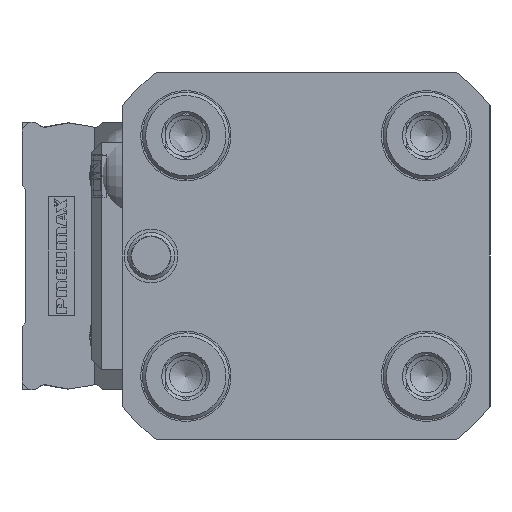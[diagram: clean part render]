
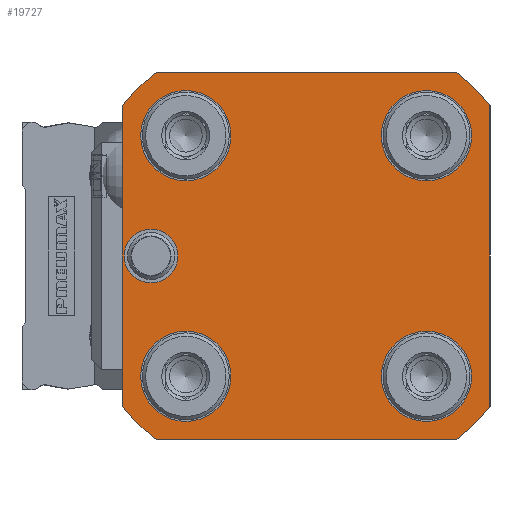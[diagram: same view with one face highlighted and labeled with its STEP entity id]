
A CAD part, left-side view. The second image highlights one B-rep face of the part: STEP entity #19727.
In plain terms, the highlighted face is planar.
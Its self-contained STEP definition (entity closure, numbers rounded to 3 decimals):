
#689=CIRCLE('',#20824,35.5);
#692=CIRCLE('',#20829,35.5);
#694=CIRCLE('',#20833,35.5);
#696=CIRCLE('',#20837,35.5);
#697=CIRCLE('',#20840,6.75);
#698=CIRCLE('',#20841,6.75);
#699=CIRCLE('',#20842,6.75);
#700=CIRCLE('',#20843,4.);
#701=CIRCLE('',#20844,6.75);
#3847=ORIENTED_EDGE('',*,*,#6211,.F.);
#3848=ORIENTED_EDGE('',*,*,#6212,.F.);
#3849=ORIENTED_EDGE('',*,*,#6213,.F.);
#3850=ORIENTED_EDGE('',*,*,#6214,.F.);
#3851=ORIENTED_EDGE('',*,*,#6215,.F.);
#3852=ORIENTED_EDGE('',*,*,#6184,.F.);
#3853=ORIENTED_EDGE('',*,*,#6209,.F.);
#3854=ORIENTED_EDGE('',*,*,#6203,.F.);
#3855=ORIENTED_EDGE('',*,*,#6200,.F.);
#3856=ORIENTED_EDGE('',*,*,#6197,.F.);
#3857=ORIENTED_EDGE('',*,*,#6194,.F.);
#3858=ORIENTED_EDGE('',*,*,#6191,.F.);
#3859=ORIENTED_EDGE('',*,*,#6188,.F.);
#6184=EDGE_CURVE('',#7659,#7660,#689,.T.);
#6188=EDGE_CURVE('',#7660,#7662,#9127,.T.);
#6191=EDGE_CURVE('',#7662,#7664,#692,.T.);
#6194=EDGE_CURVE('',#7664,#7666,#9131,.T.);
#6197=EDGE_CURVE('',#7666,#7668,#694,.T.);
#6200=EDGE_CURVE('',#7668,#7670,#9135,.T.);
#6203=EDGE_CURVE('',#7670,#7672,#696,.T.);
#6209=EDGE_CURVE('',#7672,#7659,#9142,.T.);
#6211=EDGE_CURVE('',#7677,#7677,#697,.T.);
#6212=EDGE_CURVE('',#7678,#7678,#698,.T.);
#6213=EDGE_CURVE('',#7679,#7679,#699,.T.);
#6214=EDGE_CURVE('',#7680,#7680,#700,.T.);
#6215=EDGE_CURVE('',#7681,#7681,#701,.T.);
#7659=VERTEX_POINT('',#28381);
#7660=VERTEX_POINT('',#28383);
#7662=VERTEX_POINT('',#28390);
#7664=VERTEX_POINT('',#28396);
#7666=VERTEX_POINT('',#28402);
#7668=VERTEX_POINT('',#28408);
#7670=VERTEX_POINT('',#28414);
#7672=VERTEX_POINT('',#28420);
#7677=VERTEX_POINT('',#28435);
#7678=VERTEX_POINT('',#28437);
#7679=VERTEX_POINT('',#28439);
#7680=VERTEX_POINT('',#28441);
#7681=VERTEX_POINT('',#28443);
#9127=LINE('',#28389,#10509);
#9131=LINE('',#28401,#10513);
#9135=LINE('',#28413,#10517);
#9142=LINE('',#28431,#10524);
#10509=VECTOR('',#24086,1000.);
#10513=VECTOR('',#24098,1000.);
#10517=VECTOR('',#24110,1000.);
#10524=VECTOR('',#24125,1000.);
#11480=EDGE_LOOP('',(#3847));
#11481=EDGE_LOOP('',(#3848));
#11482=EDGE_LOOP('',(#3849));
#11483=EDGE_LOOP('',(#3850));
#11484=EDGE_LOOP('',(#3851));
#11485=EDGE_LOOP('',(#3852,#3853,#3854,#3855,#3856,#3857,#3858,#3859));
#12519=FACE_BOUND('',#11480,.T.);
#12520=FACE_BOUND('',#11481,.T.);
#12521=FACE_BOUND('',#11482,.T.);
#12522=FACE_BOUND('',#11483,.T.);
#12523=FACE_BOUND('',#11484,.T.);
#12524=FACE_BOUND('',#11485,.T.);
#13274=PLANE('',#20839);
#19727=ADVANCED_FACE('',(#12519,#12520,#12521,#12522,#12523,#12524),#13274,
 .F.);
#20824=AXIS2_PLACEMENT_3D('',#28382,#24078,#24079);
#20829=AXIS2_PLACEMENT_3D('',#28395,#24092,#24093);
#20833=AXIS2_PLACEMENT_3D('',#28407,#24104,#24105);
#20837=AXIS2_PLACEMENT_3D('',#28419,#24116,#24117);
#20839=AXIS2_PLACEMENT_3D('',#28433,#24127,#24128);
#20840=AXIS2_PLACEMENT_3D('',#28434,#24129,#24130);
#20841=AXIS2_PLACEMENT_3D('',#28436,#24131,#24132);
#20842=AXIS2_PLACEMENT_3D('',#28438,#24133,#24134);
#20843=AXIS2_PLACEMENT_3D('',#28440,#24135,#24136);
#20844=AXIS2_PLACEMENT_3D('',#28442,#24137,#24138);
#24078=DIRECTION('',(0.,0.,1.));
#24079=DIRECTION('',(1.,0.,0.));
#24086=DIRECTION('',(0.,-1.,0.));
#24092=DIRECTION('',(0.,0.,1.));
#24093=DIRECTION('',(1.,0.,0.));
#24098=DIRECTION('',(1.,0.,0.));
#24104=DIRECTION('',(0.,0.,1.));
#24105=DIRECTION('',(1.,0.,0.));
#24110=DIRECTION('',(0.,1.,0.));
#24116=DIRECTION('',(0.,0.,1.));
#24117=DIRECTION('',(1.,0.,0.));
#24125=DIRECTION('',(-1.,0.,0.));
#24127=DIRECTION('',(0.,0.,1.));
#24128=DIRECTION('',(1.,0.,0.));
#24129=DIRECTION('',(0.,0.,-1.));
#24130=DIRECTION('',(-1.,0.,0.));
#24131=DIRECTION('',(0.,0.,-1.));
#24132=DIRECTION('',(-1.,0.,0.));
#24133=DIRECTION('',(0.,0.,-1.));
#24134=DIRECTION('',(-1.,0.,0.));
#24135=DIRECTION('',(0.,0.,-1.));
#24136=DIRECTION('',(-1.,0.,0.));
#24137=DIRECTION('',(0.,0.,-1.));
#24138=DIRECTION('',(-1.,0.,0.));
#28381=CARTESIAN_POINT('',(-22.45,27.5,-27.));
#28382=CARTESIAN_POINT('',(0.,0.,-27.));
#28383=CARTESIAN_POINT('',(-27.5,22.45,-27.));
#28389=CARTESIAN_POINT('',(-27.5,22.45,-27.));
#28390=CARTESIAN_POINT('',(-27.5,-22.45,-27.));
#28395=CARTESIAN_POINT('',(0.,0.,-27.));
#28396=CARTESIAN_POINT('',(-22.45,-27.5,-27.));
#28401=CARTESIAN_POINT('',(-22.45,-27.5,-27.));
#28402=CARTESIAN_POINT('',(22.45,-27.5,-27.));
#28407=CARTESIAN_POINT('',(0.,0.,-27.));
#28408=CARTESIAN_POINT('',(27.5,-22.45,-27.));
#28413=CARTESIAN_POINT('',(27.5,-22.45,-27.));
#28414=CARTESIAN_POINT('',(27.5,22.45,-27.));
#28419=CARTESIAN_POINT('',(0.,0.,
-27.));
#28420=CARTESIAN_POINT('',(22.45,27.5,-27.));
#28431=CARTESIAN_POINT('',(22.45,27.5,-27.));
#28433=CARTESIAN_POINT('',(0.,0.,-27.));
#28434=CARTESIAN_POINT('',(-18.,18.,-27.));
#28435=CARTESIAN_POINT('',(-24.75,18.,-27.));
#28436=CARTESIAN_POINT('',(-18.,-18.,-27.));
#28437=CARTESIAN_POINT('',(-24.75,-18.,-27.));
#28438=CARTESIAN_POINT('',(18.,-18.,-27.));
#28439=CARTESIAN_POINT('',(11.25,-18.,-27.));
#28440=CARTESIAN_POINT('',(0.,23.2,-27.));
#28441=CARTESIAN_POINT('',(-4.,23.2,-27.));
#28442=CARTESIAN_POINT('',(18.,18.,-27.));
#28443=CARTESIAN_POINT('',(11.25,18.,-27.));
